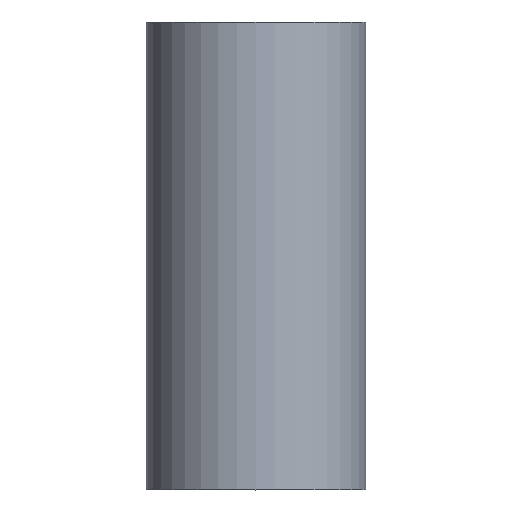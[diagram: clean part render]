
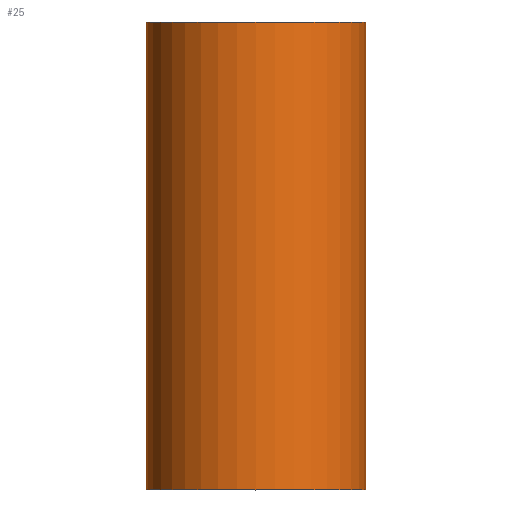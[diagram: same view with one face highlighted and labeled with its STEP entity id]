
A CAD part, top view. The second image highlights one B-rep face of the part: STEP entity #25.
In plain terms, the highlighted cylindrical face has radius 2.502 mm (diameter 5.005 mm), a full revolution.
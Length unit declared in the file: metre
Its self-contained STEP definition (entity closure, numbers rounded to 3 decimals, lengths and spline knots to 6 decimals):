
#12=ORIENTED_EDGE('',*,*,#14,.T.);
#13=ORIENTED_EDGE('',*,*,#15,.F.);
#14=EDGE_CURVE('',#16,#16,#18,.T.);
#15=EDGE_CURVE('',#17,#17,#19,.T.);
#16=VERTEX_POINT('',#53);
#17=VERTEX_POINT('',#55);
#18=CIRCLE('',#40,0.002502);
#19=CIRCLE('',#41,0.002502);
#20=EDGE_LOOP('',(#12));
#21=EDGE_LOOP('',(#13));
#22=FACE_BOUND('',#20,.T.);
#23=FACE_BOUND('',#21,.T.);
#24=CYLINDRICAL_SURFACE('',#39,0.002502);
#25=ADVANCED_FACE('',(#22,#23),#24,.F.);
#39=AXIS2_PLACEMENT_3D('',#51,#44,#45);
#40=AXIS2_PLACEMENT_3D('',#52,#46,#47);
#41=AXIS2_PLACEMENT_3D('',#54,#48,#49);
#44=DIRECTION('',(0.,1.,0.));
#45=DIRECTION('',(0.,0.,1.));
#46=DIRECTION('',(0.,-1.,0.));
#47=DIRECTION('',(1.,0.,0.));
#48=DIRECTION('',(0.,-1.,0.));
#49=DIRECTION('',(1.,0.,0.));
#51=CARTESIAN_POINT('',(0.,0.,0.005524));
#52=CARTESIAN_POINT('',(0.,0.,0.005524));
#53=CARTESIAN_POINT('',(0.002502,0.,0.005524));
#54=CARTESIAN_POINT('',(0.,0.010668,0.005524));
#55=CARTESIAN_POINT('',(0.002502,0.010668,0.005524));
